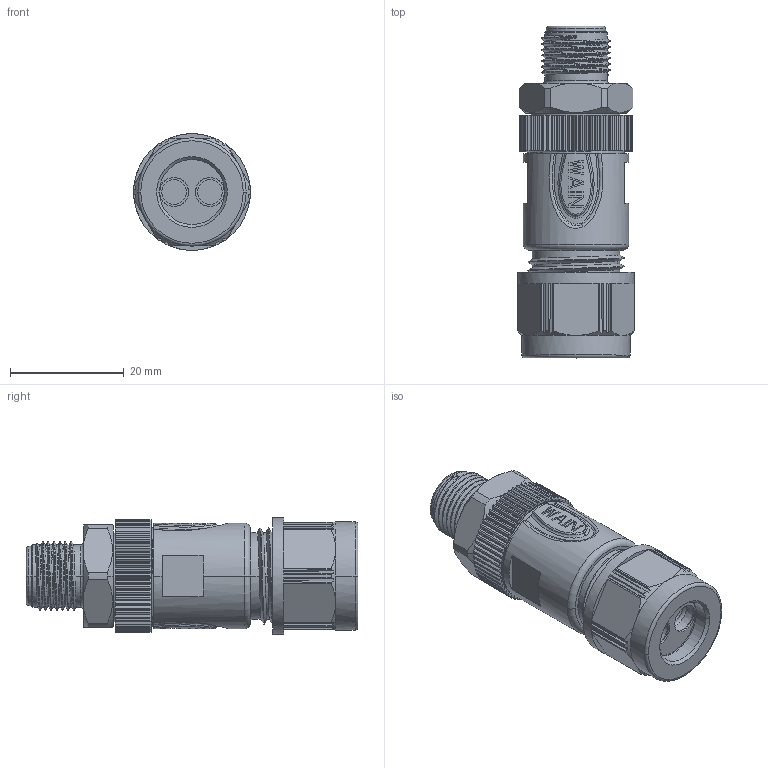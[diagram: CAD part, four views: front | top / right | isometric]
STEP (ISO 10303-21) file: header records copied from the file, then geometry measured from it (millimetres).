
FILE_DESCRIPTION((''),'2;1');
FILE_NAME('3D_1630084113204_M12S-M08A-T-2D','2024-03-21T',('12262'),(''),'PRO/ENGINEER BY PARAMETRIC TECHNOLOGY CORPORATION, 2012480','PRO/ENGINEER BY PARAMETRIC TECHNOLOGY CORPORATION, 2012480','');
FILE_SCHEMA(('CONFIG_CONTROL_DESIGN'));
Products named in the file (1): 3D_1630084113204_M12S-M08A-T-2D
Bounding box: 20.5 x 58.3 x 20.49 mm (x, y, z)
Volume: 12422.1 mm3; surface area: 9834.6 mm2
Topology: 1 solids, 4 shells, 1277 faces, 3598 edges, 2323 vertices
Faces by surface type: plane 544, cylinder 367, cone 160, extrusion 90, bspline 68, sphere 26, torus 22
Entity records: 57044 total; most frequent: CARTESIAN_POINT 25208, ORIENTED_EDGE 7132, DIRECTION 5966, EDGE_CURVE 3566, VERTEX_POINT 2323, AXIS2_PLACEMENT_3D 2109, VECTOR 1748, LINE 1658
